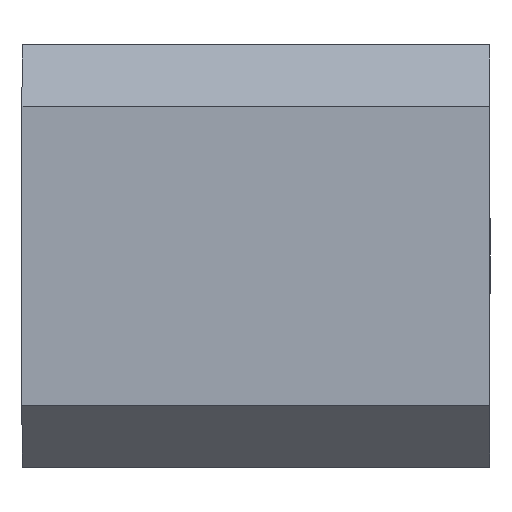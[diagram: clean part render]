
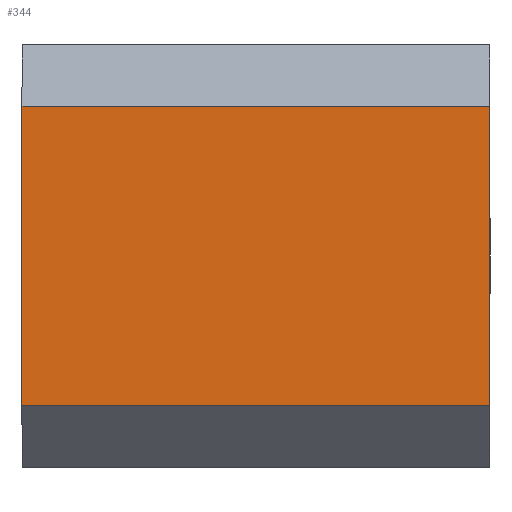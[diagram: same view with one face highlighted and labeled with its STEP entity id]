
A CAD part, left-side view. The second image highlights one B-rep face of the part: STEP entity #344.
In plain terms, the highlighted planar face has unit normal (-1, 0, 0).
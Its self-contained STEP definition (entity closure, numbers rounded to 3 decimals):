
#23=PLANE('',#391);
#42=FACE_OUTER_BOUND('',#61,.T.);
#61=EDGE_LOOP('',(#276,#277,#278,#279));
#86=LINE('',#557,#121);
#91=LINE('',#567,#126);
#92=LINE('',#568,#127);
#93=LINE('',#569,#128);
#121=VECTOR('',#454,1000.);
#126=VECTOR('',#461,1000.);
#127=VECTOR('',#462,1000.);
#128=VECTOR('',#463,1000.);
#172=VERTEX_POINT('',#555);
#173=VERTEX_POINT('',#556);
#176=VERTEX_POINT('',#565);
#177=VERTEX_POINT('',#566);
#210=EDGE_CURVE('',#172,#173,#86,.T.);
#215=EDGE_CURVE('',#176,#177,#91,.T.);
#216=EDGE_CURVE('',#176,#172,#92,.T.);
#217=EDGE_CURVE('',#173,#177,#93,.T.);
#276=ORIENTED_EDGE('',*,*,#215,.F.);
#277=ORIENTED_EDGE('',*,*,#216,.T.);
#278=ORIENTED_EDGE('',*,*,#210,.T.);
#279=ORIENTED_EDGE('',*,*,#217,.T.);
#344=ADVANCED_FACE('',(#42),#23,.F.);
#391=AXIS2_PLACEMENT_3D('',#564,#459,#460);
#454=DIRECTION('',(0.,0.,-1.));
#459=DIRECTION('center_axis',(1.,0.,0.));
#460=DIRECTION('ref_axis',(0.,0.,-1.));
#461=DIRECTION('',(0.,0.,-1.));
#462=DIRECTION('',(0.,1.,0.));
#463=DIRECTION('',(0.,-1.,0.));
#555=CARTESIAN_POINT('',(-8.2,13.3,10.25));
#556=CARTESIAN_POINT('',(-8.2,13.3,1.75));
#557=CARTESIAN_POINT('',(-8.2,13.3,12.));
#564=CARTESIAN_POINT('Origin',(-8.2,-11.277,12.));
#565=CARTESIAN_POINT('',(-8.2,0.,10.25));
#566=CARTESIAN_POINT('',(-8.2,0.,1.75));
#567=CARTESIAN_POINT('',(-8.2,0.,12.));
#568=CARTESIAN_POINT('',(-8.2,13.3,10.25));
#569=CARTESIAN_POINT('',(-8.2,-11.277,1.75));
